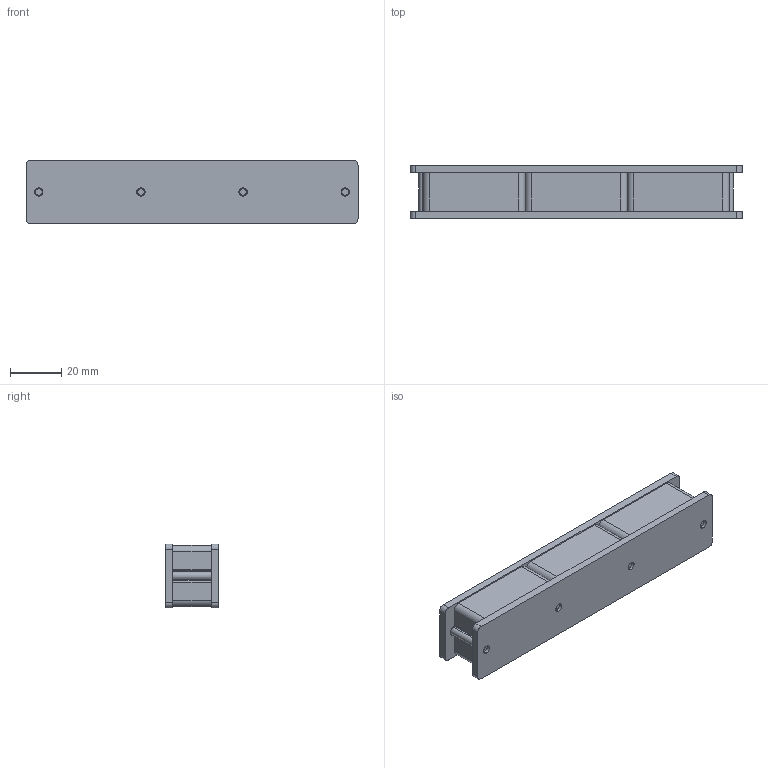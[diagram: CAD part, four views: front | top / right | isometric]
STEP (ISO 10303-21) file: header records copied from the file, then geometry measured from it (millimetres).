
FILE_DESCRIPTION (( 'STEP AP203' ), '1' );
FILE_NAME ('FC-761-1.STEP', '2022-11-11T01:44:28', ( '' ), ( '' ), 'SwSTEP 2.0', 'SolidWorks 2021', '' );
FILE_SCHEMA (( 'CONFIG_CONTROL_DESIGN' ));
Length unit declared in the file: millimetre
Products named in the file (5): FC-761-1_yoke__YOKE1; FC-761-1_yoke__YOKE2; FC-761-1_magnetic__FC-761-1; FC-761-1_screws__FC-761-1; FC-761-1
Assembly tree (9 placements, depth 2):
  FC-761-1
    FC-761-1_yoke__YOKE1
    FC-761-1_yoke__YOKE2
    FC-761-1_magnetic__FC-761-1  x3
    FC-761-1_screws__FC-761-1  x4
Bounding box: 130 x 21 x 25 mm (x, y, z)
Volume: 61944.5 mm3; surface area: 27498.6 mm2
Topology: 9 solids, 9 shells, 233 faces, 597 edges, 390 vertices
Faces by surface type: plane 132, cylinder 77, cone 24
Entity records: 3602 total; most frequent: DIRECTION 535, CARTESIAN_POINT 532, ORIENTED_EDGE 486, EDGE_CURVE 243, AXIS2_PLACEMENT_3D 193, VERTEX_POINT 158, LINE 149, VECTOR 149
